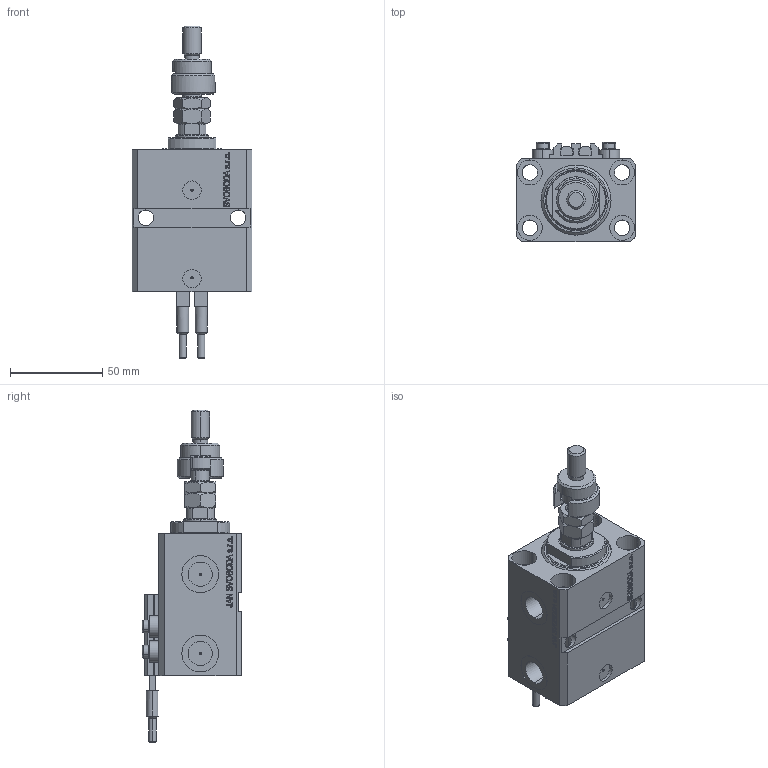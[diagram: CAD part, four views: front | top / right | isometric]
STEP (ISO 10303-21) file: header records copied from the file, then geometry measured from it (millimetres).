
FILE_DESCRIPTION (( 'STEP AP203' ), '1' );
FILE_NAME ('b464.STEP', '2025-07-29T09:32:58', ( '' ), ( '' ), 'SwSTEP 2.0', 'SolidWorks 2019', '' );
FILE_SCHEMA (( 'CONFIG_CONTROL_DESIGN' ));
Length unit declared in the file: millimetre
Products named in the file (9): ALLEN BOLT V250CE 7b9bba56f0cf85b0d25ee03bca063647; DFA 7b9bba56f0cf85b0d25ee03bca063647; V250CE_VC_E 7b9bba56f0cf85b0d25ee03bca063647; b464; FEMALE_PART_FOR_DFA 7b9bba56f0cf85b0d25ee03bca063647; V250CE_C_VCP 7b9bba56f0cf85b0d25ee03bca063647; V250CE_E_Body 7b9bba56f0cf85b0d25ee03bca063647; MFA 7b9bba56f0cf85b0d25ee03bca063647; SWITCH_V250CE 7b9bba56f0cf85b0d25ee03bca063647
Assembly tree (12 placements, depth 3):
  b464
    V250CE_E_Body 7b9bba56f0cf85b0d25ee03bca063647
    ALLEN BOLT V250CE 7b9bba56f0cf85b0d25ee03bca063647  x4
    V250CE_C_VCP 7b9bba56f0cf85b0d25ee03bca063647
    V250CE_VC_E 7b9bba56f0cf85b0d25ee03bca063647
    DFA 7b9bba56f0cf85b0d25ee03bca063647
      FEMALE_PART_FOR_DFA 7b9bba56f0cf85b0d25ee03bca063647
      MFA 7b9bba56f0cf85b0d25ee03bca063647
    SWITCH_V250CE 7b9bba56f0cf85b0d25ee03bca063647  x2
Bounding box: 65 x 54 x 180 mm (x, y, z)
Volume: 215142.2 mm3; surface area: 67380.7 mm2
Topology: 12 solids, 12 shells, 1204 faces, 2959 edges, 1896 vertices
Faces by surface type: plane 571, bspline 360, cylinder 151, cone 100, torus 22
Entity records: 50793 total; most frequent: CARTESIAN_POINT 25847, ORIENTED_EDGE 5500, DIRECTION 3762, EDGE_CURVE 2750, VERTEX_POINT 1782, VECTOR 1608, LINE 1608, EDGE_LOOP 1240
